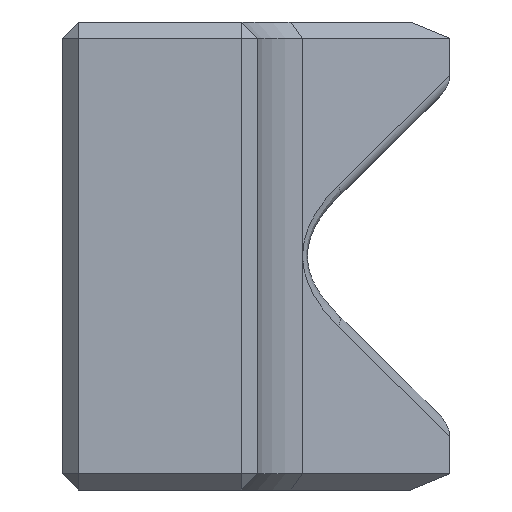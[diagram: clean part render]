
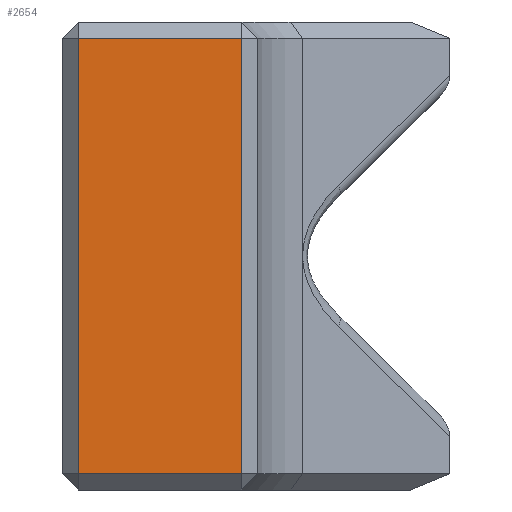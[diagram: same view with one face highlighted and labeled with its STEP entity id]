
A CAD part, left-side view. The second image highlights one B-rep face of the part: STEP entity #2654.
In plain terms, the highlighted planar face has unit normal (-1, 0, 0).
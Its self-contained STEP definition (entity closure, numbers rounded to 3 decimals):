
#38 = CARTESIAN_POINT ( 'NONE',  ( 0., -1., 27.85 ) ) ;
#219 = VECTOR ( 'NONE', #1911, 1000. ) ;
#261 = EDGE_LOOP ( 'NONE', ( #3219, #2300, #963, #2819 ) ) ;
#407 = CARTESIAN_POINT ( 'NONE',  ( 0., -12.05, 1. ) ) ;
#417 = LINE ( 'NONE', #1637, #2150 ) ;
#431 = VECTOR ( 'NONE', #2859, 1000. ) ;
#485 = EDGE_CURVE ( 'NONE', #1416, #2689, #2545, .T. ) ;
#599 = VERTEX_POINT ( 'NONE', #38 ) ;
#885 = CARTESIAN_POINT ( 'NONE',  ( 0., -1., 28.85 ) ) ;
#913 = VECTOR ( 'NONE', #2243, 1000. ) ;
#945 = DIRECTION ( 'NONE',  ( 0., 0., 1. ) ) ;
#963 = ORIENTED_EDGE ( 'NONE', *, *, #1612, .T. ) ;
#1020 = CARTESIAN_POINT ( 'NONE',  ( 0., 0., 28.85 ) ) ;
#1100 = EDGE_CURVE ( 'NONE', #3242, #599, #1256, .T. ) ;
#1256 = LINE ( 'NONE', #2824, #431 ) ;
#1289 = CARTESIAN_POINT ( 'NONE',  ( 0., -1., 1. ) ) ;
#1416 = VERTEX_POINT ( 'NONE', #1289 ) ;
#1612 = EDGE_CURVE ( 'NONE', #599, #1416, #2203, .T. ) ;
#1637 = CARTESIAN_POINT ( 'NONE',  ( 0., -11.05, 28.85 ) ) ;
#1911 = DIRECTION ( 'NONE',  ( 0., 0., -1. ) ) ;
#1954 = CARTESIAN_POINT ( 'NONE',  ( 0., -11.05, 27.85 ) ) ;
#2048 = DIRECTION ( 'NONE',  ( -1., 0., 0. ) ) ;
#2150 = VECTOR ( 'NONE', #945, 1000. ) ;
#2203 = LINE ( 'NONE', #885, #219 ) ;
#2243 = DIRECTION ( 'NONE',  ( 0., -1., 0. ) ) ;
#2300 = ORIENTED_EDGE ( 'NONE', *, *, #1100, .T. ) ;
#2309 = PLANE ( 'NONE',  #2595 ) ;
#2545 = LINE ( 'NONE', #407, #913 ) ;
#2595 = AXIS2_PLACEMENT_3D ( 'NONE', #1020, #2048, #3096 ) ;
#2654 = ADVANCED_FACE ( 'NONE', ( #3078 ), #2309, .T. ) ;
#2689 = VERTEX_POINT ( 'NONE', #3127 ) ;
#2819 = ORIENTED_EDGE ( 'NONE', *, *, #485, .T. ) ;
#2824 = CARTESIAN_POINT ( 'NONE',  ( 0., 0., 27.85 ) ) ;
#2859 = DIRECTION ( 'NONE',  ( 0., 1., 0. ) ) ;
#2962 = EDGE_CURVE ( 'NONE', #2689, #3242, #417, .T. ) ;
#3078 = FACE_OUTER_BOUND ( 'NONE', #261, .T. ) ;
#3096 = DIRECTION ( 'NONE',  ( 0., 0., 1. ) ) ;
#3127 = CARTESIAN_POINT ( 'NONE',  ( 0., -11.05, 1. ) ) ;
#3219 = ORIENTED_EDGE ( 'NONE', *, *, #2962, .T. ) ;
#3242 = VERTEX_POINT ( 'NONE', #1954 ) ;
